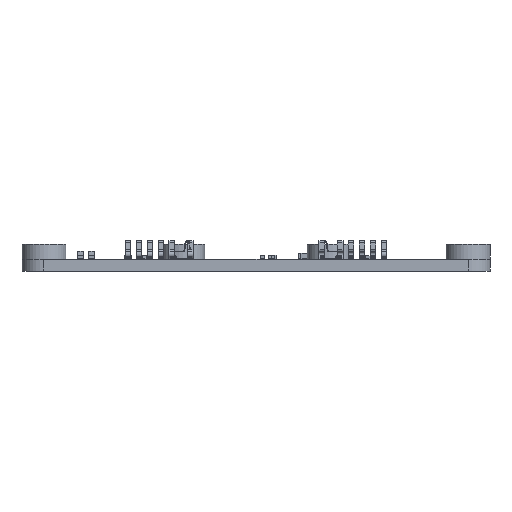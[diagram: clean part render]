
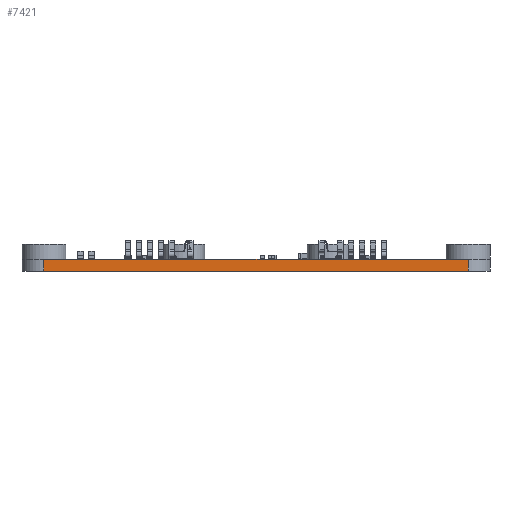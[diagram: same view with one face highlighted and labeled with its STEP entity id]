
A CAD part, left-side view. The second image highlights one B-rep face of the part: STEP entity #7421.
In plain terms, the highlighted planar face has unit normal (-1, 0, 0).
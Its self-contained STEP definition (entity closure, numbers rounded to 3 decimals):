
#5563 = VERTEX_POINT('',#5564);
#5564 = CARTESIAN_POINT('',(110.,-91.,0.));
#5571 = EDGE_CURVE('',#5563,#5572,#5574,.T.);
#5572 = VERTEX_POINT('',#5573);
#5573 = CARTESIAN_POINT('',(110.,-33.,0.));
#5574 = LINE('',#5575,#5576);
#5575 = CARTESIAN_POINT('',(110.,-91.,0.));
#5576 = VECTOR('',#5577,1.);
#5577 = DIRECTION('',(0.,1.,0.));
#6487 = VERTEX_POINT('',#6488);
#6488 = CARTESIAN_POINT('',(110.,-91.,1.6));
#6495 = EDGE_CURVE('',#6487,#6496,#6498,.T.);
#6496 = VERTEX_POINT('',#6497);
#6497 = CARTESIAN_POINT('',(110.,-33.,1.6));
#6498 = LINE('',#6499,#6500);
#6499 = CARTESIAN_POINT('',(110.,-91.,1.6));
#6500 = VECTOR('',#6501,1.);
#6501 = DIRECTION('',(0.,1.,0.));
#7391 = EDGE_CURVE('',#5572,#6496,#7392,.T.);
#7392 = LINE('',#7393,#7394);
#7393 = CARTESIAN_POINT('',(110.,-33.,0.));
#7394 = VECTOR('',#7395,1.);
#7395 = DIRECTION('',(0.,0.,1.));
#7421 = ADVANCED_FACE('',(#7422),#7433,.T.);
#7422 = FACE_BOUND('',#7423,.T.);
#7423 = EDGE_LOOP('',(#7424,#7430,#7431,#7432));
#7424 = ORIENTED_EDGE('',*,*,#7425,.T.);
#7425 = EDGE_CURVE('',#5563,#6487,#7426,.T.);
#7426 = LINE('',#7427,#7428);
#7427 = CARTESIAN_POINT('',(110.,-91.,0.));
#7428 = VECTOR('',#7429,1.);
#7429 = DIRECTION('',(0.,0.,1.));
#7430 = ORIENTED_EDGE('',*,*,#6495,.T.);
#7431 = ORIENTED_EDGE('',*,*,#7391,.F.);
#7432 = ORIENTED_EDGE('',*,*,#5571,.F.);
#7433 = PLANE('',#7434);
#7434 = AXIS2_PLACEMENT_3D('',#7435,#7436,#7437);
#7435 = CARTESIAN_POINT('',(110.,-91.,0.));
#7436 = DIRECTION('',(-1.,0.,0.));
#7437 = DIRECTION('',(0.,1.,0.));
